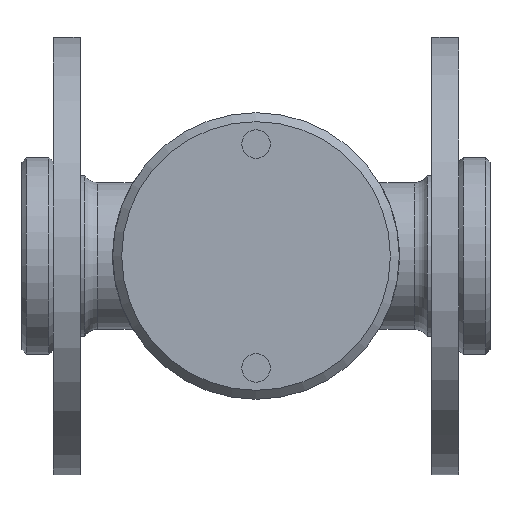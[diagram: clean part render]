
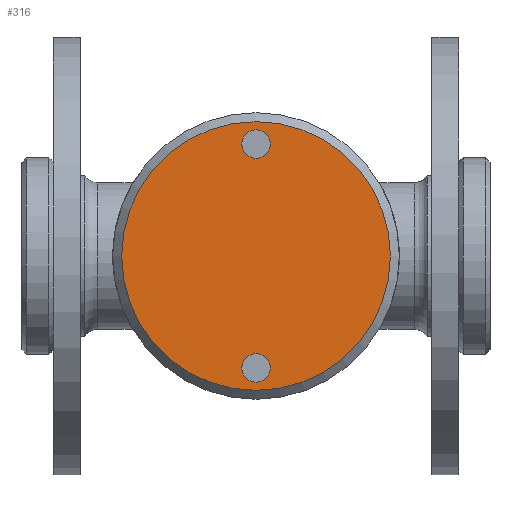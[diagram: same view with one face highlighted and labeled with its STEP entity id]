
A CAD part, front view. The second image highlights one B-rep face of the part: STEP entity #316.
In plain terms, the highlighted planar face has unit normal (0, -1, 0).
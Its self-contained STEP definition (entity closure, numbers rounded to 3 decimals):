
#34 = CARTESIAN_POINT ( 'NONE',  ( 0., 0., 21.825 ) ) ;
#40 = DIRECTION ( 'NONE',  ( 0., 0., 1. ) ) ;
#74 = CIRCLE ( 'NONE', #189, 30. ) ;
#84 = AXIS2_PLACEMENT_3D ( 'NONE', #620, #1694, #1132 ) ;
#119 = CIRCLE ( 'NONE', #84, 3.175 ) ;
#139 = ORIENTED_EDGE ( 'NONE', *, *, #945, .T. ) ;
#140 = FACE_BOUND ( 'NONE', #1505, .T. ) ;
#157 = FACE_OUTER_BOUND ( 'NONE', #1203, .T. ) ;
#167 = ORIENTED_EDGE ( 'NONE', *, *, #1308, .F. ) ;
#172 = CARTESIAN_POINT ( 'NONE',  ( 0., 0., 30. ) ) ;
#174 = CIRCLE ( 'NONE', #548, 3.175 ) ;
#189 = AXIS2_PLACEMENT_3D ( 'NONE', #201, #1467, #40 ) ;
#193 = VERTEX_POINT ( 'NONE', #172 ) ;
#201 = CARTESIAN_POINT ( 'NONE',  ( 0., 0., 0. ) ) ;
#316 = ADVANCED_FACE ( 'NONE', ( #157, #1037, #140 ), #1367, .F. ) ;
#537 = VERTEX_POINT ( 'NONE', #2152 ) ;
#548 = AXIS2_PLACEMENT_3D ( 'NONE', #742, #1461, #562 ) ;
#549 = VERTEX_POINT ( 'NONE', #34 ) ;
#562 = DIRECTION ( 'NONE',  ( 0., 0., -1. ) ) ;
#564 = AXIS2_PLACEMENT_3D ( 'NONE', #2271, #2236, #1232 ) ;
#620 = CARTESIAN_POINT ( 'NONE',  ( 0., 0., -25. ) ) ;
#742 = CARTESIAN_POINT ( 'NONE',  ( 0., 0., 25. ) ) ;
#945 = EDGE_CURVE ( 'NONE', #193, #193, #74, .T. ) ;
#948 = EDGE_LOOP ( 'NONE', ( #1172 ) ) ;
#1037 = FACE_BOUND ( 'NONE', #948, .T. ) ;
#1132 = DIRECTION ( 'NONE',  ( 0., 0., -1. ) ) ;
#1172 = ORIENTED_EDGE ( 'NONE', *, *, #2069, .F. ) ;
#1203 = EDGE_LOOP ( 'NONE', ( #139 ) ) ;
#1232 = DIRECTION ( 'NONE',  ( 0., 0., 1. ) ) ;
#1308 = EDGE_CURVE ( 'NONE', #537, #537, #119, .T. ) ;
#1367 = PLANE ( 'NONE',  #564 ) ;
#1461 = DIRECTION ( 'NONE',  ( 0., -1., 0. ) ) ;
#1467 = DIRECTION ( 'NONE',  ( 0., -1., 0. ) ) ;
#1505 = EDGE_LOOP ( 'NONE', ( #167 ) ) ;
#1694 = DIRECTION ( 'NONE',  ( 0., -1., 0. ) ) ;
#2069 = EDGE_CURVE ( 'NONE', #549, #549, #174, .T. ) ;
#2152 = CARTESIAN_POINT ( 'NONE',  ( 0., 0., -28.175 ) ) ;
#2236 = DIRECTION ( 'NONE',  ( 0., 1., 0. ) ) ;
#2271 = CARTESIAN_POINT ( 'NONE',  ( 0., 0., 0. ) ) ;
